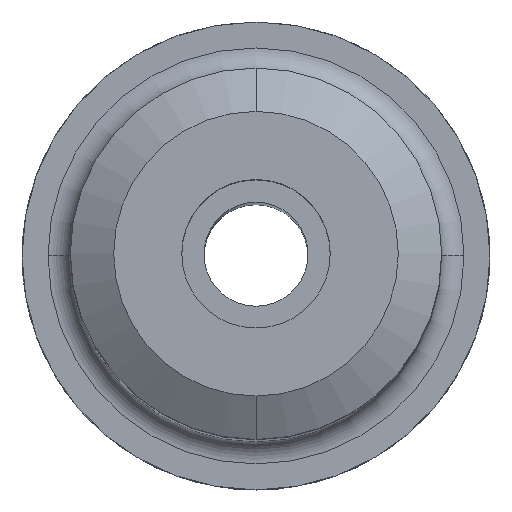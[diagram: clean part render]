
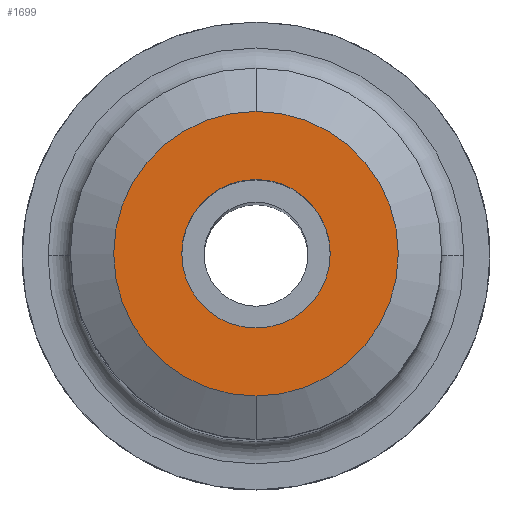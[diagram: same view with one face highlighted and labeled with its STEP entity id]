
A CAD part, top view. The second image highlights one B-rep face of the part: STEP entity #1699.
In plain terms, the highlighted planar face has unit normal (0, 0, 1).
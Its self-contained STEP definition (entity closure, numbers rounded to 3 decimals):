
#83 = CIRCLE ( 'NONE', #1639, 19.16 ) ;
#186 = DIRECTION ( 'NONE',  ( 0., 1., 0. ) ) ;
#219 = CARTESIAN_POINT ( 'NONE',  ( 0., 19.16, 200. ) ) ;
#309 = ORIENTED_EDGE ( 'NONE', *, *, #1716, .T. ) ;
#360 = CARTESIAN_POINT ( 'NONE',  ( 0., 10., 200. ) ) ;
#380 = CARTESIAN_POINT ( 'NONE',  ( 0., -10., 200. ) ) ;
#453 = DIRECTION ( 'NONE',  ( 0., 1., 0. ) ) ;
#484 = CIRCLE ( 'NONE', #1231, 10. ) ;
#518 = EDGE_CURVE ( 'NONE', #643, #1726, #1238, .T. ) ;
#550 = EDGE_LOOP ( 'NONE', ( #556, #644 ) ) ;
#556 = ORIENTED_EDGE ( 'NONE', *, *, #1194, .F. ) ;
#605 = AXIS2_PLACEMENT_3D ( 'NONE', #1416, #1405, #690 ) ;
#643 = VERTEX_POINT ( 'NONE', #380 ) ;
#644 = ORIENTED_EDGE ( 'NONE', *, *, #1493, .F. ) ;
#690 = DIRECTION ( 'NONE',  ( 0., 1., 0. ) ) ;
#739 = AXIS2_PLACEMENT_3D ( 'NONE', #766, #1036, #186 ) ;
#759 = DIRECTION ( 'NONE',  ( 0., 0., -1. ) ) ;
#766 = CARTESIAN_POINT ( 'NONE',  ( 0., 0., 200. ) ) ;
#768 = PLANE ( 'NONE',  #1259 ) ;
#879 = CARTESIAN_POINT ( 'NONE',  ( 0., 0., 200. ) ) ;
#882 = CARTESIAN_POINT ( 'NONE',  ( 0., -19.16, 200. ) ) ;
#914 = DIRECTION ( 'NONE',  ( 0., -1., 0. ) ) ;
#918 = ORIENTED_EDGE ( 'NONE', *, *, #518, .T. ) ;
#997 = VERTEX_POINT ( 'NONE', #882 ) ;
#1036 = DIRECTION ( 'NONE',  ( 0., 0., -1. ) ) ;
#1049 = DIRECTION ( 'NONE',  ( 0., 0., 1. ) ) ;
#1194 = EDGE_CURVE ( 'NONE', #1544, #997, #1620, .T. ) ;
#1231 = AXIS2_PLACEMENT_3D ( 'NONE', #1658, #759, #1649 ) ;
#1238 = CIRCLE ( 'NONE', #739, 10. ) ;
#1259 = AXIS2_PLACEMENT_3D ( 'NONE', #1784, #1049, #914 ) ;
#1298 = DIRECTION ( 'NONE',  ( 0., 0., -1. ) ) ;
#1375 = FACE_BOUND ( 'NONE', #1583, .T. ) ;
#1400 = FACE_OUTER_BOUND ( 'NONE', #550, .T. ) ;
#1405 = DIRECTION ( 'NONE',  ( 0., 0., -1. ) ) ;
#1416 = CARTESIAN_POINT ( 'NONE',  ( 0., 0., 200. ) ) ;
#1493 = EDGE_CURVE ( 'NONE', #997, #1544, #83, .T. ) ;
#1544 = VERTEX_POINT ( 'NONE', #219 ) ;
#1583 = EDGE_LOOP ( 'NONE', ( #309, #918 ) ) ;
#1620 = CIRCLE ( 'NONE', #605, 19.16 ) ;
#1639 = AXIS2_PLACEMENT_3D ( 'NONE', #879, #1298, #453 ) ;
#1649 = DIRECTION ( 'NONE',  ( 0., 1., 0. ) ) ;
#1658 = CARTESIAN_POINT ( 'NONE',  ( 0., 0., 200. ) ) ;
#1699 = ADVANCED_FACE ( 'NONE', ( #1375, #1400 ), #768, .T. ) ;
#1716 = EDGE_CURVE ( 'NONE', #1726, #643, #484, .T. ) ;
#1726 = VERTEX_POINT ( 'NONE', #360 ) ;
#1784 = CARTESIAN_POINT ( 'NONE',  ( 0., 19.16, 200. ) ) ;
